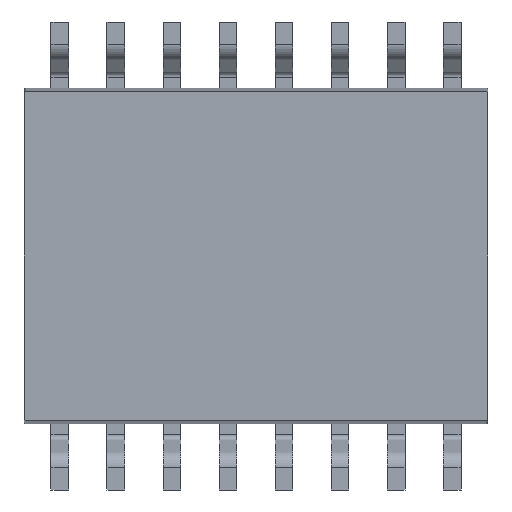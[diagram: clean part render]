
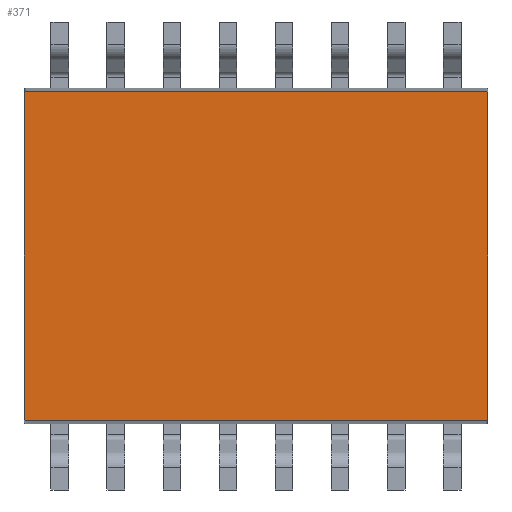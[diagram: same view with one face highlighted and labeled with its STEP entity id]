
A CAD part, front view. The second image highlights one B-rep face of the part: STEP entity #371.
In plain terms, the highlighted planar face has unit normal (0, -1, 0).
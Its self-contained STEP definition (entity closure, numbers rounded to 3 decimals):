
#15 = VERTEX_POINT ( 'NONE', #626 ) ;
#48 = EDGE_CURVE ( 'NONE', #437, #15, #549, .T. ) ;
#49 = EDGE_CURVE ( 'NONE', #15, #50, #232, .T. ) ;
#50 = VERTEX_POINT ( 'NONE', #670 ) ;
#229 = DIRECTION ( 'NONE',  ( 0., 0., -1. ) ) ;
#230 = VECTOR ( 'NONE', #229, 1000. ) ;
#231 = CARTESIAN_POINT ( 'NONE',  ( 5.25, -1.175, 3.8 ) ) ;
#232 = LINE ( 'NONE', #231, #230 ) ;
#251 = ORIENTED_EDGE ( 'NONE', *, *, #381, .F. ) ;
#254 = EDGE_CURVE ( 'NONE', #255, #401, #1355, .T. ) ;
#255 = VERTEX_POINT ( 'NONE', #1357 ) ;
#371 = ADVANCED_FACE ( 'NONE', ( #1514 ), #1921, .F. ) ;
#372 = ORIENTED_EDGE ( 'NONE', *, *, #463, .F. ) ;
#381 = EDGE_CURVE ( 'NONE', #401, #503, #1759, .T. ) ;
#382 = VERTEX_POINT ( 'NONE', #1758 ) ;
#385 = VERTEX_POINT ( 'NONE', #1797 ) ;
#389 = ORIENTED_EDGE ( 'NONE', *, *, #254, .F. ) ;
#391 = ORIENTED_EDGE ( 'NONE', *, *, #48, .F. ) ;
#392 = EDGE_LOOP ( 'NONE', ( #372, #450, #251, #389, #457, #466, #391, #469 ) ) ;
#401 = VERTEX_POINT ( 'NONE', #1779 ) ;
#437 = VERTEX_POINT ( 'NONE', #1888 ) ;
#444 = EDGE_CURVE ( 'NONE', #503, #385, #1814, .T. ) ;
#450 = ORIENTED_EDGE ( 'NONE', *, *, #444, .F. ) ;
#456 = EDGE_CURVE ( 'NONE', #382, #437, #1948, .T. ) ;
#457 = ORIENTED_EDGE ( 'NONE', *, *, #502, .F. ) ;
#463 = EDGE_CURVE ( 'NONE', #385, #382, #2020, .T. ) ;
#466 = ORIENTED_EDGE ( 'NONE', *, *, #49, .F. ) ;
#469 = ORIENTED_EDGE ( 'NONE', *, *, #456, .F. ) ;
#502 = EDGE_CURVE ( 'NONE', #50, #255, #2053, .T. ) ;
#503 = VERTEX_POINT ( 'NONE', #2057 ) ;
#545 = CARTESIAN_POINT ( 'NONE',  ( 5.25, -1.175, 3.678 ) ) ;
#546 = CARTESIAN_POINT ( 'NONE',  ( 5.25, -1.175, 3.708 ) ) ;
#547 = CARTESIAN_POINT ( 'NONE',  ( 5.229, -1.175, 3.728 ) ) ;
#548 = CARTESIAN_POINT ( 'NONE',  ( 5.2, -1.175, 3.728 ) ) ;
#549 =( BOUNDED_CURVE ( )  B_SPLINE_CURVE ( 3, ( #548, #547, #546, #545 ),
 .UNSPECIFIED., .F., .T. ) 
 B_SPLINE_CURVE_WITH_KNOTS ( ( 4, 4 ),
 ( 3.142, 4.712 ),
 .UNSPECIFIED. ) 
 CURVE ( )  GEOMETRIC_REPRESENTATION_ITEM ( )  RATIONAL_B_SPLINE_CURVE ( ( 1., 0.805, 0.805, 1. ) ) 
 REPRESENTATION_ITEM ( '' )  );
#626 = CARTESIAN_POINT ( 'NONE',  ( 5.25, -1.175, 3.678 ) ) ;
#670 = CARTESIAN_POINT ( 'NONE',  ( 5.25, -1.175, -3.678 ) ) ;
#1352 = DIRECTION ( 'NONE',  ( -1., 0., 0. ) ) ;
#1353 = VECTOR ( 'NONE', #1352, 1000. ) ;
#1354 = CARTESIAN_POINT ( 'NONE',  ( -5.25, -1.175, -3.728 ) ) ;
#1355 = LINE ( 'NONE', #1354, #1353 ) ;
#1357 = CARTESIAN_POINT ( 'NONE',  ( 5.2, -1.175, -3.728 ) ) ;
#1514 = FACE_OUTER_BOUND ( 'NONE', #392, .T. ) ;
#1754 = CARTESIAN_POINT ( 'NONE',  ( -5.25, -1.175, -3.678 ) ) ;
#1755 = CARTESIAN_POINT ( 'NONE',  ( -5.25, -1.175, -3.708 ) ) ;
#1756 = CARTESIAN_POINT ( 'NONE',  ( -5.229, -1.175, -3.728 ) ) ;
#1757 = CARTESIAN_POINT ( 'NONE',  ( -5.2, -1.175, -3.728 ) ) ;
#1758 = CARTESIAN_POINT ( 'NONE',  ( -5.2, -1.175, 3.728 ) ) ;
#1759 =( BOUNDED_CURVE ( )  B_SPLINE_CURVE ( 3, ( #1757, #1756, #1755, #1754 ),
 .UNSPECIFIED., .F., .T. ) 
 B_SPLINE_CURVE_WITH_KNOTS ( ( 4, 4 ),
 ( 3.142, 4.712 ),
 .UNSPECIFIED. ) 
 CURVE ( )  GEOMETRIC_REPRESENTATION_ITEM ( )  RATIONAL_B_SPLINE_CURVE ( ( 1., 0.805, 0.805, 1. ) ) 
 REPRESENTATION_ITEM ( '' )  );
#1779 = CARTESIAN_POINT ( 'NONE',  ( -5.2, -1.175, -3.728 ) ) ;
#1797 = CARTESIAN_POINT ( 'NONE',  ( -5.25, -1.175, 3.678 ) ) ;
#1806 = DIRECTION ( 'NONE',  ( 0., 0., 1. ) ) ;
#1807 = VECTOR ( 'NONE', #1806, 1000. ) ;
#1808 = CARTESIAN_POINT ( 'NONE',  ( -5.25, -1.175, 3.8 ) ) ;
#1814 = LINE ( 'NONE', #1808, #1807 ) ;
#1888 = CARTESIAN_POINT ( 'NONE',  ( 5.2, -1.175, 3.728 ) ) ;
#1911 = DIRECTION ( 'NONE',  ( 0., 0., 1. ) ) ;
#1912 = DIRECTION ( 'NONE',  ( 0., 1., 0. ) ) ;
#1913 = CARTESIAN_POINT ( 'NONE',  ( -5.25, -1.175, 3.8 ) ) ;
#1914 = AXIS2_PLACEMENT_3D ( 'NONE', #1913, #1912, #1911 ) ;
#1921 = PLANE ( 'NONE',  #1914 ) ;
#1940 = DIRECTION ( 'NONE',  ( 1., 0., 0. ) ) ;
#1941 = VECTOR ( 'NONE', #1940, 1000. ) ;
#1948 = LINE ( 'NONE', #1973, #1941 ) ;
#1973 = CARTESIAN_POINT ( 'NONE',  ( -5.25, -1.175, 3.728 ) ) ;
#2014 = CARTESIAN_POINT ( 'NONE',  ( -5.2, -1.175, 3.728 ) ) ;
#2015 = CARTESIAN_POINT ( 'NONE',  ( -5.229, -1.175, 3.728 ) ) ;
#2016 = CARTESIAN_POINT ( 'NONE',  ( -5.25, -1.175, 3.708 ) ) ;
#2017 = CARTESIAN_POINT ( 'NONE',  ( -5.25, -1.175, 3.678 ) ) ;
#2020 =( BOUNDED_CURVE ( )  B_SPLINE_CURVE ( 3, ( #2017, #2016, #2015, #2014 ),
 .UNSPECIFIED., .F., .T. ) 
 B_SPLINE_CURVE_WITH_KNOTS ( ( 4, 4 ),
 ( 4.712, 6.283 ),
 .UNSPECIFIED. ) 
 CURVE ( )  GEOMETRIC_REPRESENTATION_ITEM ( )  RATIONAL_B_SPLINE_CURVE ( ( 1., 0.805, 0.805, 1. ) ) 
 REPRESENTATION_ITEM ( '' )  );
#2053 =( BOUNDED_CURVE ( )  B_SPLINE_CURVE ( 3, ( #2090, #2089, #2088, #2087 ),
 .UNSPECIFIED., .F., .T. ) 
 B_SPLINE_CURVE_WITH_KNOTS ( ( 4, 4 ),
 ( 4.712, 6.283 ),
 .UNSPECIFIED. ) 
 CURVE ( )  GEOMETRIC_REPRESENTATION_ITEM ( )  RATIONAL_B_SPLINE_CURVE ( ( 1., 0.805, 0.805, 1. ) ) 
 REPRESENTATION_ITEM ( '' )  );
#2057 = CARTESIAN_POINT ( 'NONE',  ( -5.25, -1.175, -3.678 ) ) ;
#2087 = CARTESIAN_POINT ( 'NONE',  ( 5.2, -1.175, -3.728 ) ) ;
#2088 = CARTESIAN_POINT ( 'NONE',  ( 5.229, -1.175, -3.728 ) ) ;
#2089 = CARTESIAN_POINT ( 'NONE',  ( 5.25, -1.175, -3.708 ) ) ;
#2090 = CARTESIAN_POINT ( 'NONE',  ( 5.25, -1.175, -3.678 ) ) ;
